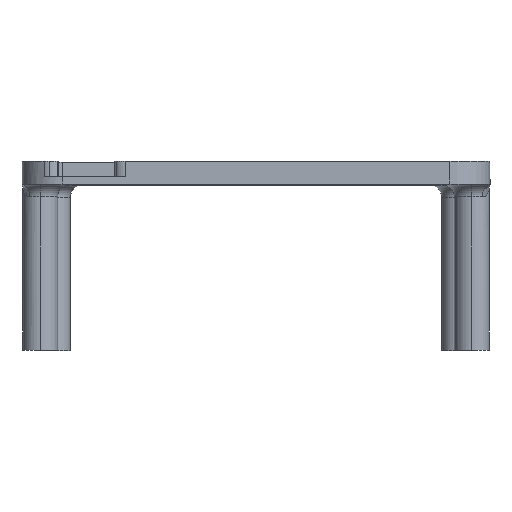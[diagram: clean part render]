
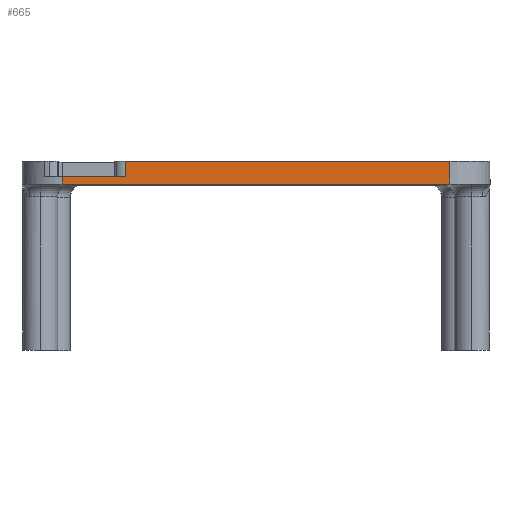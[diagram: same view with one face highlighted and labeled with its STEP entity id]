
A CAD part, top view. The second image highlights one B-rep face of the part: STEP entity #665.
In plain terms, the highlighted planar face has unit normal (0, 0, 1).
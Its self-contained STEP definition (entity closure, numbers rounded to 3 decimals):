
#59 = EDGE_CURVE ( 'NONE', #2775, #1339, #1912, .T. ) ;
#118 = VERTEX_POINT ( 'NONE', #1219 ) ;
#230 = DIRECTION ( 'NONE',  ( 1., 0., 0. ) ) ;
#277 = DIRECTION ( 'NONE',  ( 1., 0., 0. ) ) ;
#328 = LINE ( 'NONE', #1001, #1391 ) ;
#367 = CARTESIAN_POINT ( 'NONE',  ( 77.25, 66., 213.6 ) ) ;
#536 = LINE ( 'NONE', #2468, #2654 ) ;
#565 = EDGE_CURVE ( 'NONE', #2775, #118, #2123, .T. ) ;
#595 = CARTESIAN_POINT ( 'NONE',  ( -52.14, 75.1, 213.6 ) ) ;
#609 = DIRECTION ( 'NONE',  ( 0., -1., 0. ) ) ;
#623 = LINE ( 'NONE', #2331, #738 ) ;
#665 = ADVANCED_FACE ( 'NONE', ( #1033 ), #1322, .T. ) ;
#738 = VECTOR ( 'NONE', #609, 1000. ) ;
#839 = ORIENTED_EDGE ( 'NONE', *, *, #565, .T. ) ;
#974 = CARTESIAN_POINT ( 'NONE',  ( 77.25, 75.1, 213.6 ) ) ;
#1001 = CARTESIAN_POINT ( 'NONE',  ( 77.25, 66., 213.6 ) ) ;
#1009 = VECTOR ( 'NONE', #2140, 1000. ) ;
#1033 = FACE_OUTER_BOUND ( 'NONE', #3051, .T. ) ;
#1102 = ORIENTED_EDGE ( 'NONE', *, *, #2656, .F. ) ;
#1123 = ORIENTED_EDGE ( 'NONE', *, *, #1425, .T. ) ;
#1184 = VERTEX_POINT ( 'NONE', #367 ) ;
#1219 = CARTESIAN_POINT ( 'NONE',  ( -52.14, 69., 213.6 ) ) ;
#1236 = DIRECTION ( 'NONE',  ( 1., 0., 0. ) ) ;
#1253 = VECTOR ( 'NONE', #277, 1000. ) ;
#1322 = PLANE ( 'NONE',  #2243 ) ;
#1339 = VERTEX_POINT ( 'NONE', #2114 ) ;
#1391 = VECTOR ( 'NONE', #1750, 1000. ) ;
#1417 = CARTESIAN_POINT ( 'NONE',  ( -93.25, 66., 213.6 ) ) ;
#1425 = EDGE_CURVE ( 'NONE', #2687, #2315, #623, .T. ) ;
#1560 = DIRECTION ( 'NONE',  ( 0., 0., 1. ) ) ;
#1633 = EDGE_CURVE ( 'NONE', #1184, #1339, #328, .T. ) ;
#1704 = ORIENTED_EDGE ( 'NONE', *, *, #59, .F. ) ;
#1750 = DIRECTION ( 'NONE',  ( 0., 1., 0. ) ) ;
#1804 = DIRECTION ( 'NONE',  ( 1., 0., 0. ) ) ;
#1873 = CARTESIAN_POINT ( 'NONE',  ( -52.14, 69., 213.6 ) ) ;
#1912 = LINE ( 'NONE', #974, #1253 ) ;
#1971 = VECTOR ( 'NONE', #230, 1000. ) ;
#2040 = ORIENTED_EDGE ( 'NONE', *, *, #2272, .T. ) ;
#2114 = CARTESIAN_POINT ( 'NONE',  ( 77.25, 75.1, 213.6 ) ) ;
#2123 = LINE ( 'NONE', #1873, #1009 ) ;
#2140 = DIRECTION ( 'NONE',  ( 0., -1., 0. ) ) ;
#2228 = CARTESIAN_POINT ( 'NONE',  ( -77.25, 69., 213.6 ) ) ;
#2243 = AXIS2_PLACEMENT_3D ( 'NONE', #2967, #1560, #1804 ) ;
#2272 = EDGE_CURVE ( 'NONE', #2315, #1184, #2395, .T. ) ;
#2315 = VERTEX_POINT ( 'NONE', #2632 ) ;
#2331 = CARTESIAN_POINT ( 'NONE',  ( -77.25, 66., 213.6 ) ) ;
#2395 = LINE ( 'NONE', #1417, #1971 ) ;
#2468 = CARTESIAN_POINT ( 'NONE',  ( -81.289, 69., 213.6 ) ) ;
#2632 = CARTESIAN_POINT ( 'NONE',  ( -77.25, 66., 213.6 ) ) ;
#2654 = VECTOR ( 'NONE', #1236, 1000. ) ;
#2656 = EDGE_CURVE ( 'NONE', #2687, #118, #536, .T. ) ;
#2687 = VERTEX_POINT ( 'NONE', #2228 ) ;
#2775 = VERTEX_POINT ( 'NONE', #595 ) ;
#2812 = ORIENTED_EDGE ( 'NONE', *, *, #1633, .T. ) ;
#2967 = CARTESIAN_POINT ( 'NONE',  ( -93.25, 66., 213.6 ) ) ;
#3051 = EDGE_LOOP ( 'NONE', ( #1704, #839, #1102, #1123, #2040, #2812 ) ) ;
